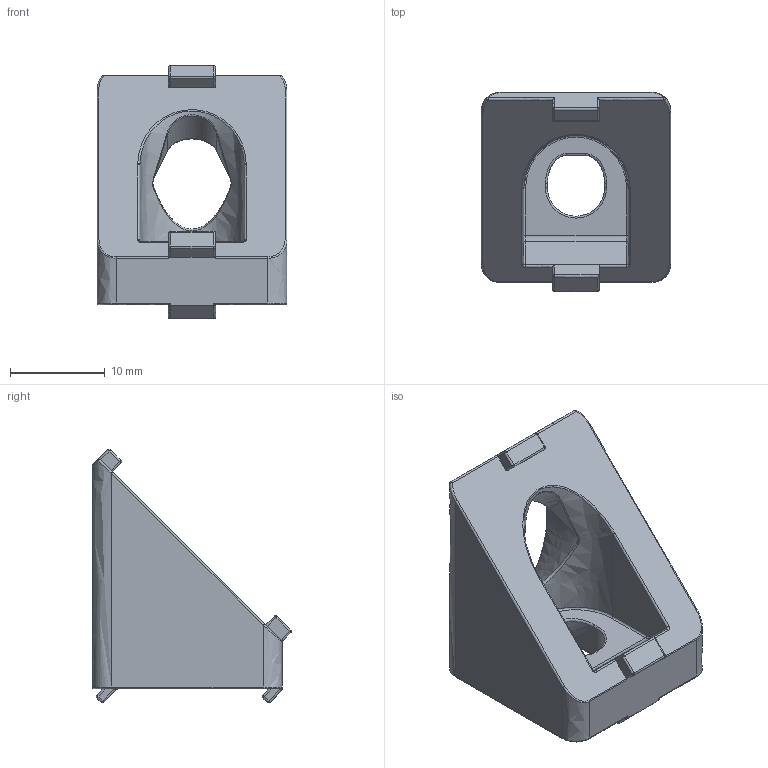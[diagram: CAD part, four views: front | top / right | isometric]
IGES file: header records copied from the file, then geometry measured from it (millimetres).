
Global section: file name: 302020; native system: Autodesk Inventor 2016; preprocessor: unknown; author: Turek; date: 20180811.133437; units: millimetre
Bounding box: 20 x 20.98 x 26.75 mm (x, y, z)
Volume: 3894.9 mm3; surface area: 2676 mm2
Topology: 1 solids, 1 shells, 222 faces, 505 edges, 288 vertices
Faces by surface type: bspline 222
